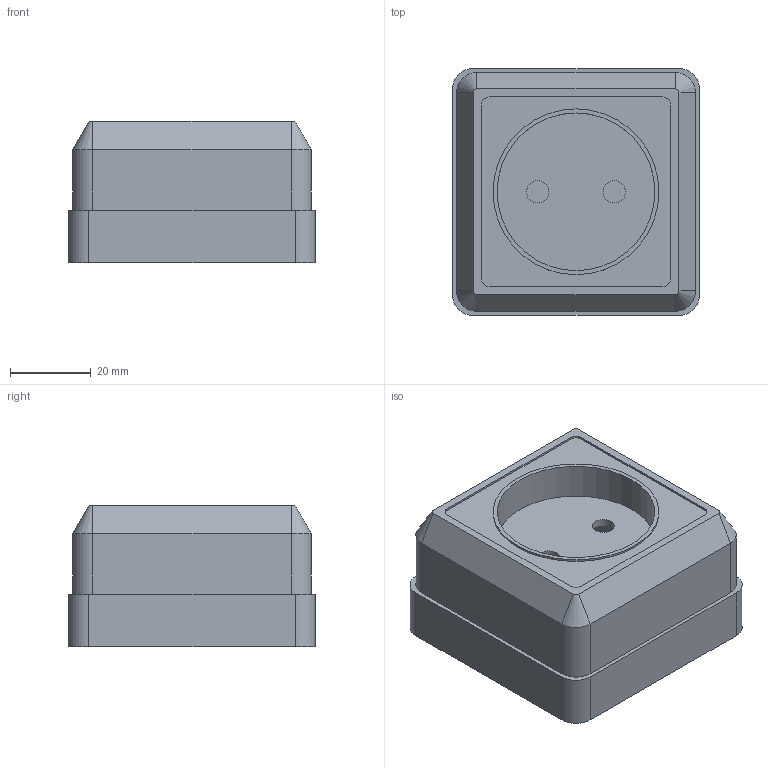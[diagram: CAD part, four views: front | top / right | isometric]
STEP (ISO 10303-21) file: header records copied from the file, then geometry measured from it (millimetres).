
FILE_DESCRIPTION (( 'STEP AP203' ), '1' );
FILE_NAME ('ERO10-K01-10-DC ÐÑ20-2-ÎÁ Ðîçåòêà 1ìåñòí. áåç çê 10À îòêð.óñò. ÎÊÒÀÂÀ (áåëûé).STEP', '2016-12-07T10:47:47', ( '' ), ( '' ), 'SwSTEP 2.0', 'SolidWorks 2014', '' );
FILE_SCHEMA (( 'CONFIG_CONTROL_DESIGN' ));
Length unit declared in the file: millimetre
Products named in the file (1): ERO10-K01-10-DC ÐÑ20-2-ÎÁ Ðîçåòêà 1ìåñòí. áåç çê 10À îòêð.óñò. ÎÊÒÀÂÀ (áåëûé)
Bounding box: 61 x 61 x 35 mm (x, y, z)
Volume: 29424.9 mm3; surface area: 29703.5 mm2
Topology: 1 solids, 1 shells, 91 faces, 234 edges, 149 vertices
Faces by surface type: plane 46, cylinder 37, cone 8
Full cylindrical faces by diameter (mm): 4.5 x4, 5.5 x2, 39 x1, 41 x1, 43 x1
Entity records: 2771 total; most frequent: CARTESIAN_POINT 480, DIRECTION 472, ORIENTED_EDGE 436, EDGE_CURVE 218, AXIS2_PLACEMENT_3D 170, VERTEX_POINT 146, VECTOR 132, LINE 132
